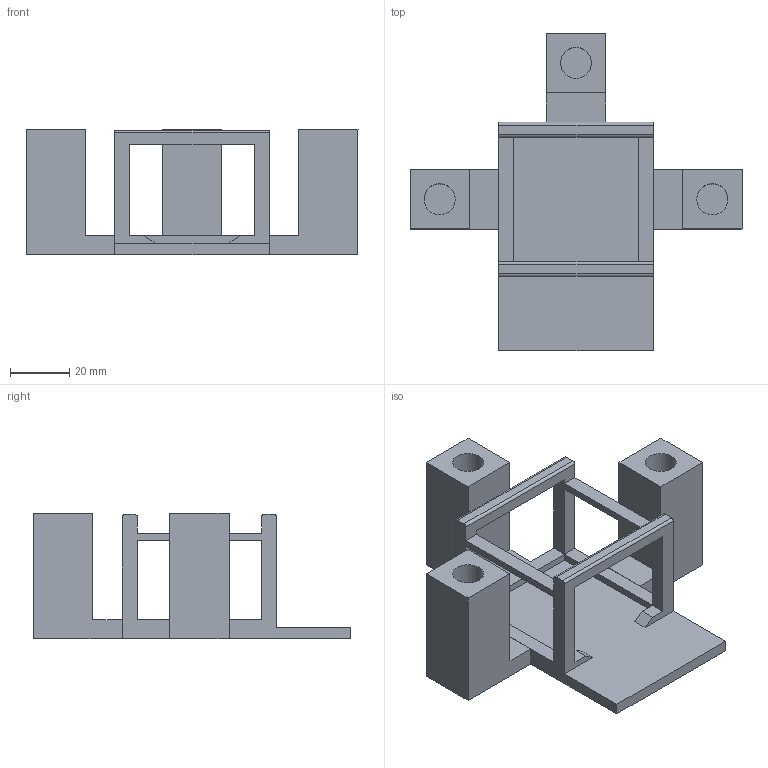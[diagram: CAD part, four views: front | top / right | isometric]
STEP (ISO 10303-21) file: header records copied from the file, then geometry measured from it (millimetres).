
FILE_DESCRIPTION(/* description */ (''),/* implementation_level */ '2;1');
FILE_NAME(/* name */ 'Right motor holderv2.step',/* time_stamp */ '2024-11-13T09:43:42+01:00',/* author */ (''),/* organization */ (''),/* preprocessor_version */ 'ST-DEVELOPER v20',/* originating_system */ 'Autodesk Translation Framework v13.20.0.188',/* authorisation */ '');
FILE_SCHEMA (('AUTOMOTIVE_DESIGN { 1 0 10303 214 3 1 1 }'));
Length unit declared in the file: millimetre
Products named in the file (1): Right motor holder
Bounding box: 112 x 107 x 42.33 mm (x, y, z)
Volume: 69501.8 mm3; surface area: 32252.7 mm2
Topology: 1 solids, 1 shells, 67 faces, 187 edges, 121 vertices
Faces by surface type: plane 59, bspline 5, cylinder 3
Full cylindrical faces by diameter (mm): 10.5 x3
Entity records: 2163 total; most frequent: CARTESIAN_POINT 401, ORIENTED_EDGE 374, DIRECTION 329, EDGE_CURVE 187, LINE 171, VECTOR 171, VERTEX_POINT 121, AXIS2_PLACEMENT_3D 79
